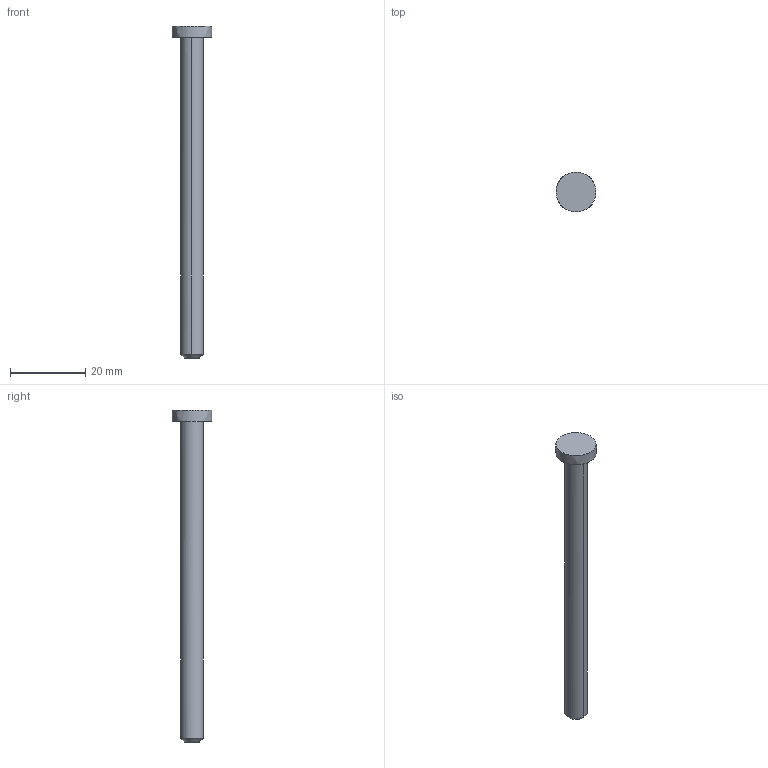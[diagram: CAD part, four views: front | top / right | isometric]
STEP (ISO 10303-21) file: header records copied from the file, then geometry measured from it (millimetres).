
FILE_DESCRIPTION((''),'2;1');
FILE_NAME('','2005-04-20T08:41:56',(''),(''),'','CADfix','');
FILE_SCHEMA(('AUTOMOTIVE_DESIGN'));
Length unit declared in the file: millimetre
Products named in the file (1): shaft
Bounding box: 10.58 x 10.57 x 88 mm (x, y, z)
Volume: 2678.3 mm3; surface area: 1870.5 mm2
Topology: 1 solids, 1 shells, 8 faces, 22 edges, 18 vertices
Faces by surface type: bspline 8
Entity records: 338 total; most frequent: CARTESIAN_POINT 197, ORIENTED_EDGE 44, EDGE_CURVE 22, VERTEX_POINT 18, EDGE_LOOP 10, FACE_OUTER_BOUND 8, ADVANCED_FACE 8, QUASI_UNIFORM_CURVE 4
